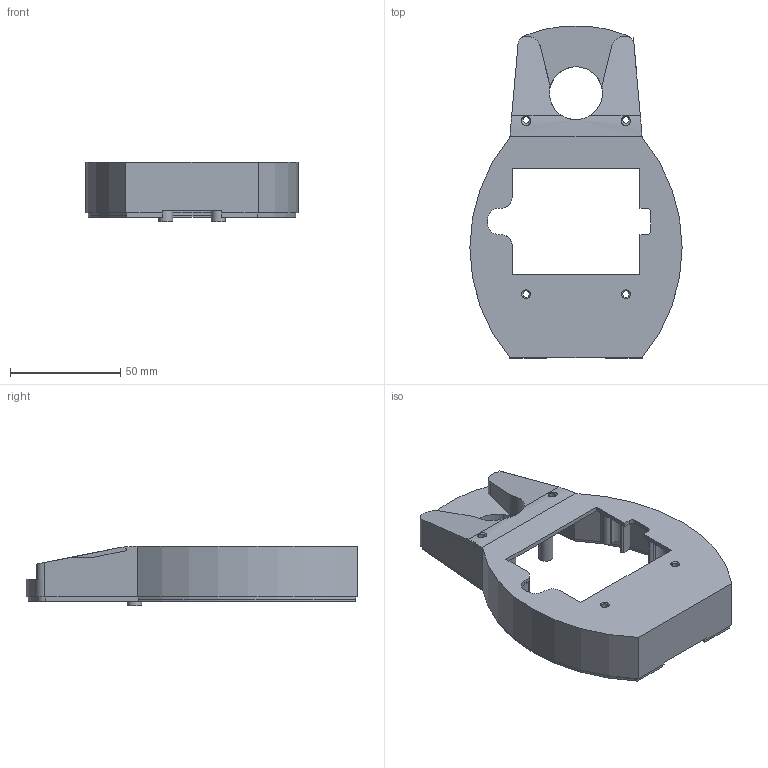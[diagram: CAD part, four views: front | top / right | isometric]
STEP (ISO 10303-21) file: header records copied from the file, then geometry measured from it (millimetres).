
FILE_DESCRIPTION(/* description */ (''),/* implementation_level */ '2;1');
FILE_NAME(/* name */ 'Back.step',/* time_stamp */ '2023-12-18T17:54:04+03:00',/* author */ ('User'),/* organization */ (''),/* preprocessor_version */ 'ST-DEVELOPER v19',/* originating_system */ 'Autodesk Inventor 2023',/* authorisation */ '');
FILE_SCHEMA (('AUTOMOTIVE_DESIGN { 1 0 10303 214 3 1 1 }'));
Length unit declared in the file: millimetre
Products named in the file (1): Back
Bounding box: 96.27 x 150.57 x 27 mm (x, y, z)
Volume: 41727.8 mm3; surface area: 44491.4 mm2
Topology: 1 solids, 1 shells, 171 faces, 498 edges, 330 vertices
Faces by surface type: plane 91, cylinder 76, cone 4
Full cylindrical faces by diameter (mm): 3 x4, 6 x4, 6.5 x2, 24 x1, 26 x1
Entity records: 5837 total; most frequent: CARTESIAN_POINT 1077, DIRECTION 1012, ORIENTED_EDGE 996, EDGE_CURVE 498, AXIS2_PLACEMENT_3D 347, VERTEX_POINT 330, LINE 318, VECTOR 318
